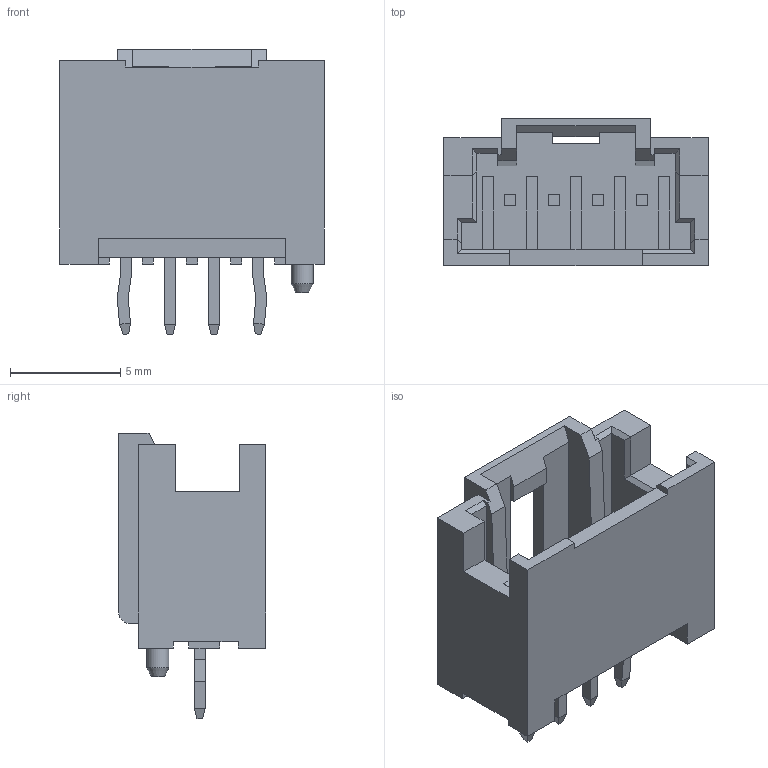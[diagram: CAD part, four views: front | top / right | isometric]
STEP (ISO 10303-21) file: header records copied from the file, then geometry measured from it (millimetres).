
FILE_DESCRIPTION(/* description */ (''),/* implementation_level */ '2;1');
FILE_NAME(/* name */ '559320410.step',/* time_stamp */ '2023-10-25T16:34:45-04:00',/* author */ (''),/* organization */ (''),/* preprocessor_version */ 'ST-DEVELOPER v20',/* originating_system */ 'Autodesk Translation Framework v12.14.0.127',/* authorisation */ '');
FILE_SCHEMA (('AUTOMOTIVE_DESIGN { 1 0 10303 214 3 1 1 }'));
Length unit declared in the file: millimetre
Products named in the file (1): (Unsaved)
Bounding box: 12 x 6.7 x 12.95 mm (x, y, z)
Volume: 325.9 mm3; surface area: 802.3 mm2
Topology: 5 solids, 5 shells, 205 faces, 539 edges, 348 vertices
Faces by surface type: plane 201, cylinder 3, cone 1
Full cylindrical faces by diameter (mm): 1 x1
Entity records: 6212 total; most frequent: CARTESIAN_POINT 1093, ORIENTED_EDGE 1078, DIRECTION 959, EDGE_CURVE 539, LINE 531, VECTOR 531, VERTEX_POINT 348, EDGE_LOOP 219
